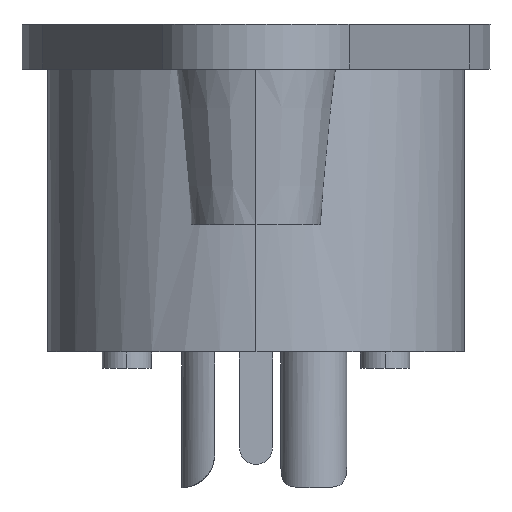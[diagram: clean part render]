
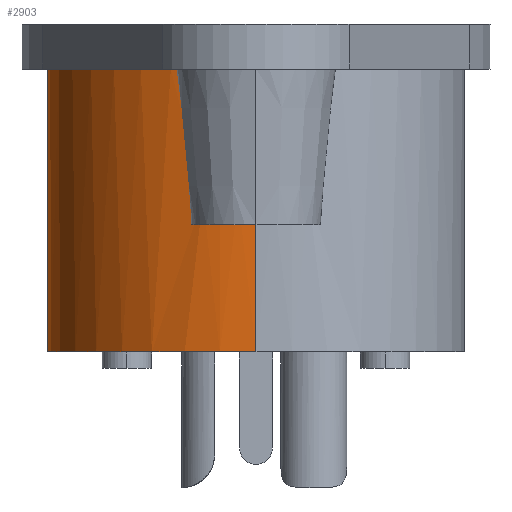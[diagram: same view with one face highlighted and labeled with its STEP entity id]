
A CAD part, left-side view. The second image highlights one B-rep face of the part: STEP entity #2903.
In plain terms, the highlighted cylindrical face has radius 6.3 mm (diameter 12.6 mm), a partial arc.
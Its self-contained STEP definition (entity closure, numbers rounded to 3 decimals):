
#2879 = ORIENTED_EDGE ( 'NONE', *, *, #2880, .T. ) ;
#2880 = EDGE_CURVE ( 'NONE', #2907, #2881, #4684, .T. ) ;
#2881 = VERTEX_POINT ( 'NONE', #4680 ) ;
#2882 = ORIENTED_EDGE ( 'NONE', *, *, #2883, .T. ) ;
#2883 = EDGE_CURVE ( 'NONE', #2881, #2884, #4736, .T. ) ;
#2884 = VERTEX_POINT ( 'NONE', #4732 ) ;
#2885 = ORIENTED_EDGE ( 'NONE', *, *, #2886, .T. ) ;
#2886 = EDGE_CURVE ( 'NONE', #2884, #2887, #4731, .T. ) ;
#2887 = VERTEX_POINT ( 'NONE', #4727 ) ;
#2888 = ORIENTED_EDGE ( 'NONE', *, *, #2889, .T. ) ;
#2889 = EDGE_CURVE ( 'NONE', #2887, #2890, #4726, .T. ) ;
#2890 = VERTEX_POINT ( 'NONE', #4721 ) ;
#2891 = ORIENTED_EDGE ( 'NONE', *, *, #2949, .F. ) ;
#2903 = ADVANCED_FACE ( 'NONE', ( #4752 ), #4796, .T. ) ;
#2904 = EDGE_LOOP ( 'NONE', ( #2905, #2879, #2882, #2885, #2888, #2891, #2951, #2954 ) ) ;
#2905 = ORIENTED_EDGE ( 'NONE', *, *, #2906, .F. ) ;
#2906 = EDGE_CURVE ( 'NONE', #2907, #2964, #4792, .T. ) ;
#2907 = VERTEX_POINT ( 'NONE', #4788 ) ;
#2949 = EDGE_CURVE ( 'NONE', #2950, #2890, #4874, .T. ) ;
#2950 = VERTEX_POINT ( 'NONE', #4870 ) ;
#2951 = ORIENTED_EDGE ( 'NONE', *, *, #2952, .T. ) ;
#2952 = EDGE_CURVE ( 'NONE', #2950, #2953, #4869, .T. ) ;
#2953 = VERTEX_POINT ( 'NONE', #4864 ) ;
#2954 = ORIENTED_EDGE ( 'NONE', *, *, #2955, .F. ) ;
#2955 = EDGE_CURVE ( 'NONE', #2964, #2953, #4862, .T. ) ;
#2964 = VERTEX_POINT ( 'NONE', #4942 ) ;
#4679 = CARTESIAN_POINT ( 'NONE',  ( 0., 0., -5.25 ) ) ;
#4680 = CARTESIAN_POINT ( 'NONE',  ( -6.3, 0., -5.25 ) ) ;
#4681 = DIRECTION ( 'NONE',  ( 0., 0., 1. ) ) ;
#4682 = VECTOR ( 'NONE', #4681, 1000. ) ;
#4683 = CARTESIAN_POINT ( 'NONE',  ( -6.3, 0., -9.9 ) ) ;
#4684 = LINE ( 'NONE', #4683, #4682 ) ;
#4721 = CARTESIAN_POINT ( 'NONE',  ( 6.093, 1.6, -1.35 ) ) ;
#4722 = DIRECTION ( 'NONE',  ( 1., 0., 0. ) ) ;
#4723 = DIRECTION ( 'NONE',  ( 0., 0., -1. ) ) ;
#4724 = CARTESIAN_POINT ( 'NONE',  ( 0., 0., -1.35 ) ) ;
#4725 = AXIS2_PLACEMENT_3D ( 'NONE', #4724, #4723, #4722 ) ;
#4726 = CIRCLE ( 'NONE', #4725, 6.3 ) ;
#4727 = CARTESIAN_POINT ( 'NONE',  ( -6.093, 1.6, -1.35 ) ) ;
#4728 = DIRECTION ( 'NONE',  ( 0., 0., 1. ) ) ;
#4729 = VECTOR ( 'NONE', #4728, 1000. ) ;
#4730 = CARTESIAN_POINT ( 'NONE',  ( -6.093, 1.6, -5.25 ) ) ;
#4731 = LINE ( 'NONE', #4730, #4729 ) ;
#4732 = CARTESIAN_POINT ( 'NONE',  ( -6.093, 1.6, -5.25 ) ) ;
#4733 = DIRECTION ( 'NONE',  ( -1., 0., 0. ) ) ;
#4734 = DIRECTION ( 'NONE',  ( 0., 0., -1. ) ) ;
#4735 = AXIS2_PLACEMENT_3D ( 'NONE', #4679, #4734, #4733 ) ;
#4736 = CIRCLE ( 'NONE', #4735, 6.3 ) ;
#4737 = CARTESIAN_POINT ( 'NONE',  ( 0., 0., -9.9 ) ) ;
#4752 = FACE_OUTER_BOUND ( 'NONE', #2904, .T. ) ;
#4788 = CARTESIAN_POINT ( 'NONE',  ( -6.3, 0., -9.9 ) ) ;
#4789 = DIRECTION ( 'NONE',  ( -1., 0., 0. ) ) ;
#4790 = DIRECTION ( 'NONE',  ( 0., 0., -1. ) ) ;
#4791 = AXIS2_PLACEMENT_3D ( 'NONE', #4797, #4790, #4789 ) ;
#4792 = CIRCLE ( 'NONE', #4791, 6.3 ) ;
#4793 = DIRECTION ( 'NONE',  ( 1., 0., 0. ) ) ;
#4794 = DIRECTION ( 'NONE',  ( 0., 0., 1. ) ) ;
#4795 = AXIS2_PLACEMENT_3D ( 'NONE', #4737, #4794, #4793 ) ;
#4796 = CYLINDRICAL_SURFACE ( 'NONE', #4795, 6.3 ) ;
#4797 = CARTESIAN_POINT ( 'NONE',  ( 0., 0., -9.9 ) ) ;
#4859 = DIRECTION ( 'NONE',  ( 0., 0., 1. ) ) ;
#4860 = VECTOR ( 'NONE', #4859, 1000. ) ;
#4861 = CARTESIAN_POINT ( 'NONE',  ( 6.3, 0., -9.9 ) ) ;
#4862 = LINE ( 'NONE', #4861, #4860 ) ;
#4864 = CARTESIAN_POINT ( 'NONE',  ( 6.3, 0., -5.25 ) ) ;
#4865 = DIRECTION ( 'NONE',  ( -1., 0., 0. ) ) ;
#4866 = DIRECTION ( 'NONE',  ( 0., 0., -1. ) ) ;
#4867 = CARTESIAN_POINT ( 'NONE',  ( 0., 0., -5.25 ) ) ;
#4868 = AXIS2_PLACEMENT_3D ( 'NONE', #4867, #4866, #4865 ) ;
#4869 = CIRCLE ( 'NONE', #4868, 6.3 ) ;
#4870 = CARTESIAN_POINT ( 'NONE',  ( 6.093, 1.6, -5.25 ) ) ;
#4871 = DIRECTION ( 'NONE',  ( 0., 0., 1. ) ) ;
#4872 = VECTOR ( 'NONE', #4871, 1000. ) ;
#4873 = CARTESIAN_POINT ( 'NONE',  ( 6.093, 1.6, -5.25 ) ) ;
#4874 = LINE ( 'NONE', #4873, #4872 ) ;
#4942 = CARTESIAN_POINT ( 'NONE',  ( 6.3, 0., -9.9 ) ) ;
